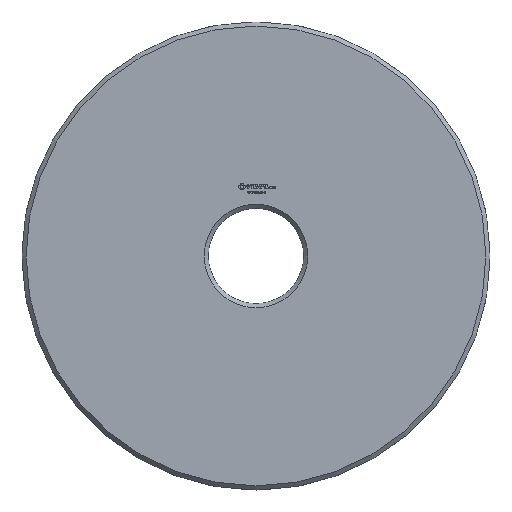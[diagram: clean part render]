
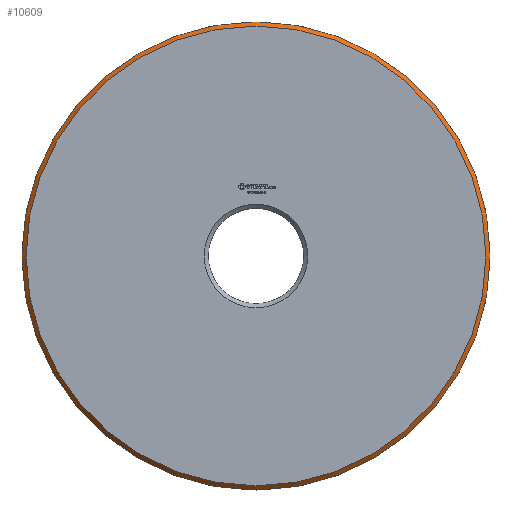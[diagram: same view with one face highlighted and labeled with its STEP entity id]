
A CAD part, top view. The second image highlights one B-rep face of the part: STEP entity #10609.
In plain terms, the highlighted conical face has half-angle 45 degrees and reference radius 17.188 mm.
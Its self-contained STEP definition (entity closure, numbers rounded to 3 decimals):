
#21 = EDGE_CURVE('',#22,#22,#24,.T.);
#22 = VERTEX_POINT('',#23);
#23 = CARTESIAN_POINT('',(16.888,0.,3.125));
#24 = SURFACE_CURVE('',#25,(#30,#42),.PCURVE_S1.);
#25 = CIRCLE('',#26,16.888);
#26 = AXIS2_PLACEMENT_3D('',#27,#28,#29);
#27 = CARTESIAN_POINT('',(0.,0.,3.125));
#28 = DIRECTION('',(0.,0.,-1.));
#29 = DIRECTION('',(1.,0.,0.));
#30 = PCURVE('',#31,#36);
#31 = PLANE('',#32);
#32 = AXIS2_PLACEMENT_3D('',#33,#34,#35);
#33 = CARTESIAN_POINT('',(0.,0.,3.125));
#34 = DIRECTION('',(0.,0.,-1.));
#35 = DIRECTION('',(1.,0.,0.));
#36 = DEFINITIONAL_REPRESENTATION('',(#37),#41);
#37 = CIRCLE('',#38,16.888);
#38 = AXIS2_PLACEMENT_2D('',#39,#40);
#39 = CARTESIAN_POINT('',(0.,0.));
#40 = DIRECTION('',(1.,0.));
#41 = ( GEOMETRIC_REPRESENTATION_CONTEXT(2) 
PARAMETRIC_REPRESENTATION_CONTEXT() REPRESENTATION_CONTEXT('2D SPACE',''
  ) );
#42 = PCURVE('',#43,#48);
#43 = CONICAL_SURFACE('',#44,17.188,0.785);
#44 = AXIS2_PLACEMENT_3D('',#45,#46,#47);
#45 = CARTESIAN_POINT('',(0.,0.,2.825));
#46 = DIRECTION('',(0.,0.,-1.));
#47 = DIRECTION('',(1.,0.,0.));
#48 = DEFINITIONAL_REPRESENTATION('',(#49),#53);
#49 = LINE('',#50,#51);
#50 = CARTESIAN_POINT('',(0.,-0.3));
#51 = VECTOR('',#52,1.);
#52 = DIRECTION('',(1.,-0.));
#53 = ( GEOMETRIC_REPRESENTATION_CONTEXT(2) 
PARAMETRIC_REPRESENTATION_CONTEXT() REPRESENTATION_CONTEXT('2D SPACE',''
  ) );
#10609 = ADVANCED_FACE('',(#10610),#43,.T.);
#10610 = FACE_BOUND('',#10611,.F.);
#10611 = EDGE_LOOP('',(#10612,#10641,#10662,#10663));
#10612 = ORIENTED_EDGE('',*,*,#10613,.T.);
#10613 = EDGE_CURVE('',#10614,#10614,#10616,.T.);
#10614 = VERTEX_POINT('',#10615);
#10615 = CARTESIAN_POINT('',(17.188,0.,2.825));
#10616 = SURFACE_CURVE('',#10617,(#10622,#10629),.PCURVE_S1.);
#10617 = CIRCLE('',#10618,17.188);
#10618 = AXIS2_PLACEMENT_3D('',#10619,#10620,#10621);
#10619 = CARTESIAN_POINT('',(0.,0.,2.825));
#10620 = DIRECTION('',(0.,0.,-1.));
#10621 = DIRECTION('',(1.,0.,0.));
#10622 = PCURVE('',#43,#10623);
#10623 = DEFINITIONAL_REPRESENTATION('',(#10624),#10628);
#10624 = LINE('',#10625,#10626);
#10625 = CARTESIAN_POINT('',(0.,-0.));
#10626 = VECTOR('',#10627,1.);
#10627 = DIRECTION('',(1.,-0.));
#10628 = ( GEOMETRIC_REPRESENTATION_CONTEXT(2) 
PARAMETRIC_REPRESENTATION_CONTEXT() REPRESENTATION_CONTEXT('2D SPACE',''
  ) );
#10629 = PCURVE('',#10630,#10635);
#10630 = CYLINDRICAL_SURFACE('',#10631,17.188);
#10631 = AXIS2_PLACEMENT_3D('',#10632,#10633,#10634);
#10632 = CARTESIAN_POINT('',(0.,0.,2.325));
#10633 = DIRECTION('',(0.,0.,1.));
#10634 = DIRECTION('',(1.,0.,0.));
#10635 = DEFINITIONAL_REPRESENTATION('',(#10636),#10640);
#10636 = LINE('',#10637,#10638);
#10637 = CARTESIAN_POINT('',(-0.,0.5));
#10638 = VECTOR('',#10639,1.);
#10639 = DIRECTION('',(-1.,0.));
#10640 = ( GEOMETRIC_REPRESENTATION_CONTEXT(2) 
PARAMETRIC_REPRESENTATION_CONTEXT() REPRESENTATION_CONTEXT('2D SPACE',''
  ) );
#10641 = ORIENTED_EDGE('',*,*,#10642,.T.);
#10642 = EDGE_CURVE('',#10614,#22,#10643,.T.);
#10643 = SEAM_CURVE('',#10644,(#10648,#10655),.PCURVE_S1.);
#10644 = LINE('',#10645,#10646);
#10645 = CARTESIAN_POINT('',(17.188,0.,2.825));
#10646 = VECTOR('',#10647,1.);
#10647 = DIRECTION('',(-0.707,0.,
    0.707));
#10648 = PCURVE('',#43,#10649);
#10649 = DEFINITIONAL_REPRESENTATION('',(#10650),#10654);
#10650 = LINE('',#10651,#10652);
#10651 = CARTESIAN_POINT('',(0.,-0.));
#10652 = VECTOR('',#10653,1.);
#10653 = DIRECTION('',(0.,-1.));
#10654 = ( GEOMETRIC_REPRESENTATION_CONTEXT(2) 
PARAMETRIC_REPRESENTATION_CONTEXT() REPRESENTATION_CONTEXT('2D SPACE',''
  ) );
#10655 = PCURVE('',#43,#10656);
#10656 = DEFINITIONAL_REPRESENTATION('',(#10657),#10661);
#10657 = LINE('',#10658,#10659);
#10658 = CARTESIAN_POINT('',(6.283,-0.));
#10659 = VECTOR('',#10660,1.);
#10660 = DIRECTION('',(0.,-1.));
#10661 = ( GEOMETRIC_REPRESENTATION_CONTEXT(2) 
PARAMETRIC_REPRESENTATION_CONTEXT() REPRESENTATION_CONTEXT('2D SPACE',''
  ) );
#10662 = ORIENTED_EDGE('',*,*,#21,.F.);
#10663 = ORIENTED_EDGE('',*,*,#10642,.F.);
